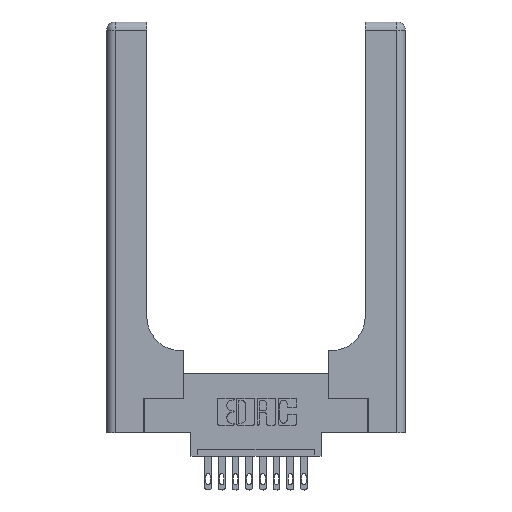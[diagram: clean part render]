
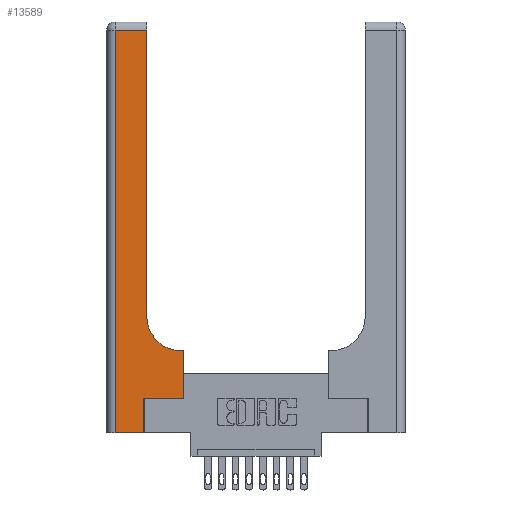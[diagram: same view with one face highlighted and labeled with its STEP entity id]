
A CAD part, top view. The second image highlights one B-rep face of the part: STEP entity #13589.
In plain terms, the highlighted planar face has unit normal (0, 0, 1).
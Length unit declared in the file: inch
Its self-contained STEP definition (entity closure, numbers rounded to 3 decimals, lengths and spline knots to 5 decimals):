
#239 = CARTESIAN_POINT ( 'NONE',  ( 0.269, 0., 0.37 ) ) ;
#343 = EDGE_CURVE ( 'NONE', #12878, #10694, #4060, .T. ) ;
#368 = LINE ( 'NONE', #239, #3760 ) ;
#435 = ORIENTED_EDGE ( 'NONE', *, *, #8329, .T. ) ;
#768 = AXIS2_PLACEMENT_3D ( 'NONE', #1789, #1622, #15146 ) ;
#1622 = DIRECTION ( 'NONE',  ( 0., 0., -1. ) ) ;
#1752 = CARTESIAN_POINT ( 'NONE',  ( 0.2915, 3., 0.37 ) ) ;
#1789 = CARTESIAN_POINT ( 'NONE',  ( 0., 3., 0.37 ) ) ;
#1795 = EDGE_CURVE ( 'NONE', #8192, #12878, #3824, .T. ) ;
#2497 = ORIENTED_EDGE ( 'NONE', *, *, #1795, .T. ) ;
#2613 = CARTESIAN_POINT ( 'NONE',  ( 0.2915, 2.94, 0.37 ) ) ;
#2791 = EDGE_LOOP ( 'NONE', ( #11105, #13110, #2497, #14675, #8710, #8832, #435, #12503, #9956 ) ) ;
#2947 = EDGE_CURVE ( 'NONE', #15669, #6489, #10138, .T. ) ;
#3003 = EDGE_CURVE ( 'NONE', #9874, #8192, #3972, .T. ) ;
#3017 = VERTEX_POINT ( 'NONE', #8666 ) ;
#3612 = DIRECTION ( 'NONE',  ( 0., -1., 0. ) ) ;
#3715 = EDGE_CURVE ( 'NONE', #10694, #3017, #368, .T. ) ;
#3758 = CARTESIAN_POINT ( 'NONE',  ( 0., 2.94, 0.37 ) ) ;
#3760 = VECTOR ( 'NONE', #10036, 39.37008 ) ;
#3824 = LINE ( 'NONE', #12174, #15375 ) ;
#3848 = DIRECTION ( 'NONE',  ( 1., 0., 0. ) ) ;
#3945 = CARTESIAN_POINT ( 'NONE',  ( 0.5415, 0.6, 0.37 ) ) ;
#3972 = LINE ( 'NONE', #3758, #10340 ) ;
#4060 = LINE ( 'NONE', #6524, #10989 ) ;
#4511 = CARTESIAN_POINT ( 'NONE',  ( 0.5585, 0.25, 0.37 ) ) ;
#4562 = DIRECTION ( 'NONE',  ( -1., 0., 0. ) ) ;
#4790 = CARTESIAN_POINT ( 'NONE',  ( 0.5585, 0.6, 0.37 ) ) ;
#5503 = DIRECTION ( 'NONE',  ( 1., 0., 0. ) ) ;
#6081 = CARTESIAN_POINT ( 'NONE',  ( 0.2915, 0.6, 0.37 ) ) ;
#6359 = DIRECTION ( 'NONE',  ( 0., 0., -1. ) ) ;
#6489 = VERTEX_POINT ( 'NONE', #9915 ) ;
#6524 = CARTESIAN_POINT ( 'NONE',  ( 0., 0., 0.37 ) ) ;
#6960 = AXIS2_PLACEMENT_3D ( 'NONE', #13353, #6359, #10969 ) ;
#7022 = LINE ( 'NONE', #6081, #9905 ) ;
#7169 = VERTEX_POINT ( 'NONE', #4790 ) ;
#7410 = DIRECTION ( 'NONE',  ( -1., 0., 0. ) ) ;
#7497 = FACE_OUTER_BOUND ( 'NONE', #2791, .T. ) ;
#7819 = EDGE_CURVE ( 'NONE', #6489, #9874, #12897, .T. ) ;
#8192 = VERTEX_POINT ( 'NONE', #11143 ) ;
#8329 = EDGE_CURVE ( 'NONE', #9053, #7169, #9017, .T. ) ;
#8481 = CARTESIAN_POINT ( 'NONE',  ( 0.269, 0., 0.37 ) ) ;
#8666 = CARTESIAN_POINT ( 'NONE',  ( 0.269, 0.25, 0.37 ) ) ;
#8710 = ORIENTED_EDGE ( 'NONE', *, *, #3715, .T. ) ;
#8832 = ORIENTED_EDGE ( 'NONE', *, *, #10710, .T. ) ;
#9017 = LINE ( 'NONE', #4511, #15739 ) ;
#9053 = VERTEX_POINT ( 'NONE', #15762 ) ;
#9874 = VERTEX_POINT ( 'NONE', #2613 ) ;
#9905 = VECTOR ( 'NONE', #4562, 39.37008 ) ;
#9915 = CARTESIAN_POINT ( 'NONE',  ( 0.2915, 0.85, 0.37 ) ) ;
#9956 = ORIENTED_EDGE ( 'NONE', *, *, #2947, .T. ) ;
#10036 = DIRECTION ( 'NONE',  ( 0., 1., 0. ) ) ;
#10138 = CIRCLE ( 'NONE', #6960, 0.25 ) ;
#10340 = VECTOR ( 'NONE', #7410, 39.37008 ) ;
#10392 = DIRECTION ( 'NONE',  ( 0., 1., 0. ) ) ;
#10601 = EDGE_CURVE ( 'NONE', #7169, #15669, #7022, .T. ) ;
#10694 = VERTEX_POINT ( 'NONE', #8481 ) ;
#10710 = EDGE_CURVE ( 'NONE', #3017, #9053, #13543, .T. ) ;
#10969 = DIRECTION ( 'NONE',  ( 1., 0., 0. ) ) ;
#10989 = VECTOR ( 'NONE', #5503, 39.37008 ) ;
#11105 = ORIENTED_EDGE ( 'NONE', *, *, #7819, .T. ) ;
#11143 = CARTESIAN_POINT ( 'NONE',  ( 0.06, 2.94, 0.37 ) ) ;
#12174 = CARTESIAN_POINT ( 'NONE',  ( 0.06, 3., 0.37 ) ) ;
#12404 = VECTOR ( 'NONE', #3848, 39.37008 ) ;
#12503 = ORIENTED_EDGE ( 'NONE', *, *, #10601, .T. ) ;
#12878 = VERTEX_POINT ( 'NONE', #12921 ) ;
#12897 = LINE ( 'NONE', #1752, #13253 ) ;
#12921 = CARTESIAN_POINT ( 'NONE',  ( 0.06, 0., 0.37 ) ) ;
#13110 = ORIENTED_EDGE ( 'NONE', *, *, #3003, .T. ) ;
#13253 = VECTOR ( 'NONE', #10392, 39.37008 ) ;
#13353 = CARTESIAN_POINT ( 'NONE',  ( 0.5415, 0.85, 0.37 ) ) ;
#13543 = LINE ( 'NONE', #13579, #12404 ) ;
#13579 = CARTESIAN_POINT ( 'NONE',  ( 0.269, 0.25, 0.37 ) ) ;
#13589 = ADVANCED_FACE ( 'NONE', ( #7497 ), #14025, .F. ) ;
#14025 = PLANE ( 'NONE',  #768 ) ;
#14376 = DIRECTION ( 'NONE',  ( 0., 1., 0. ) ) ;
#14675 = ORIENTED_EDGE ( 'NONE', *, *, #343, .T. ) ;
#15146 = DIRECTION ( 'NONE',  ( -1., 0., 0. ) ) ;
#15375 = VECTOR ( 'NONE', #3612, 39.37008 ) ;
#15669 = VERTEX_POINT ( 'NONE', #3945 ) ;
#15739 = VECTOR ( 'NONE', #14376, 39.37008 ) ;
#15762 = CARTESIAN_POINT ( 'NONE',  ( 0.5585, 0.25, 0.37 ) ) ;
